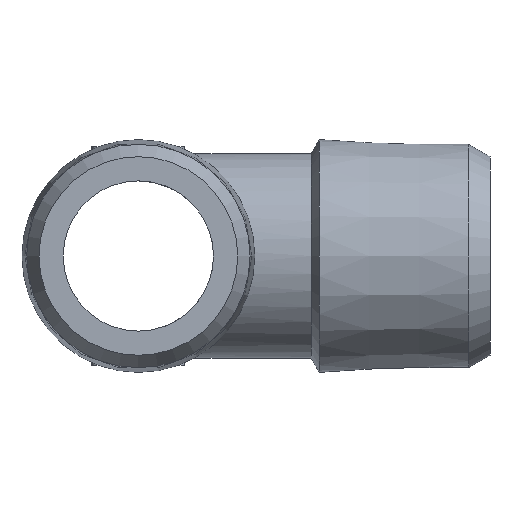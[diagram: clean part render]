
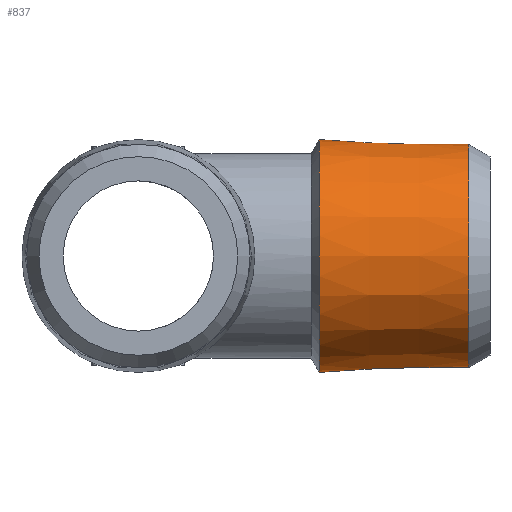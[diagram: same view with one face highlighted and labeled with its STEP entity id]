
A CAD part, left-side view. The second image highlights one B-rep face of the part: STEP entity #837.
In plain terms, the highlighted conical face has half-angle 1.788 degrees and reference radius 8.521 mm.
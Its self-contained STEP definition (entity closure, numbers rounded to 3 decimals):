
#48=CONICAL_SURFACE('',#926,8.521,0.031);
#251=ORIENTED_EDGE('',*,*,#476,.F.);
#252=ORIENTED_EDGE('',*,*,#475,.T.);
#475=EDGE_CURVE('',#592,#592,#649,.T.);
#476=EDGE_CURVE('',#593,#593,#650,.T.);
#592=VERTEX_POINT('',#1395);
#593=VERTEX_POINT('',#1398);
#649=CIRCLE('',#925,8.521);
#650=CIRCLE('',#927,8.18);
#695=EDGE_LOOP('',(#251));
#696=EDGE_LOOP('',(#252));
#763=FACE_BOUND('',#695,.T.);
#764=FACE_BOUND('',#696,.T.);
#837=ADVANCED_FACE('',(#763,#764),#48,.T.);
#925=AXIS2_PLACEMENT_3D('',#1394,#1069,#1070);
#926=AXIS2_PLACEMENT_3D('',#1396,#1071,#1072);
#927=AXIS2_PLACEMENT_3D('',#1397,#1073,#1074);
#1069=DIRECTION('',(0.,-1.,0.));
#1070=DIRECTION('',(1.,0.,0.));
#1071=DIRECTION('',(0.,1.,0.));
#1072=DIRECTION('',(-1.,0.,0.));
#1073=DIRECTION('',(0.,-1.,0.));
#1074=DIRECTION('',(1.,0.,0.));
#1394=CARTESIAN_POINT('',(0.,-13.25,0.));
#1395=CARTESIAN_POINT('',(8.521,-13.25,0.));
#1396=CARTESIAN_POINT('',(0.,-13.25,0.));
#1397=CARTESIAN_POINT('',(0.,-24.183,0.));
#1398=CARTESIAN_POINT('',(8.18,-24.183,0.));
